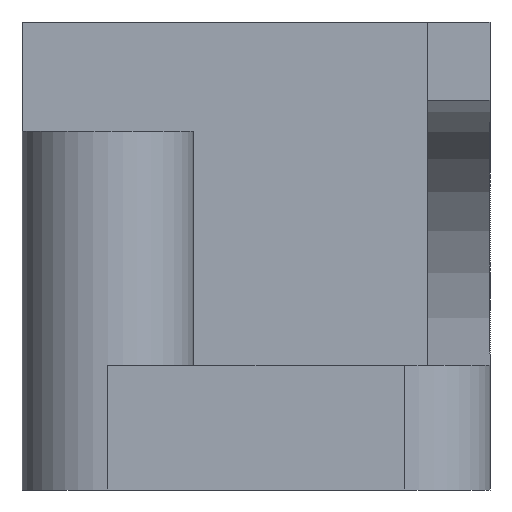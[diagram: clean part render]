
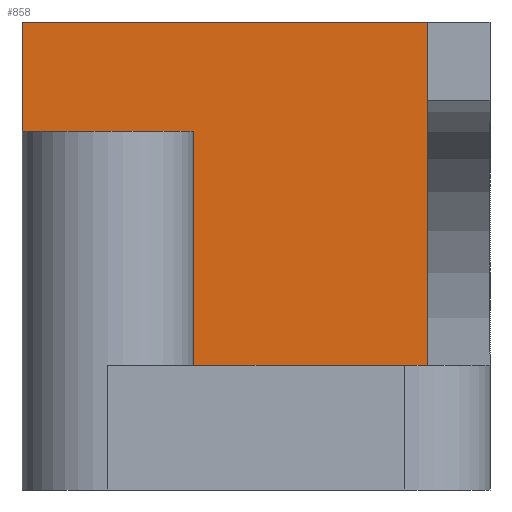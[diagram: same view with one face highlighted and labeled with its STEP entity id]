
A CAD part, front view. The second image highlights one B-rep face of the part: STEP entity #858.
In plain terms, the highlighted planar face has unit normal (0, -1, 0).
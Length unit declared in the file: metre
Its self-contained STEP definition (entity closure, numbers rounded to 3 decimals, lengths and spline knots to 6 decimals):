
#137=ORIENTED_EDGE('',*,*,#331,.T.);
#138=ORIENTED_EDGE('',*,*,#344,.T.);
#139=ORIENTED_EDGE('',*,*,#321,.F.);
#140=ORIENTED_EDGE('',*,*,#348,.T.);
#321=EDGE_CURVE('',#435,#431,#514,.T.);
#331=EDGE_CURVE('',#445,#444,#518,.T.);
#344=EDGE_CURVE('',#444,#431,#523,.T.);
#348=EDGE_CURVE('',#435,#445,#524,.T.);
#431=VERTEX_POINT('',#1298);
#435=VERTEX_POINT('',#1305);
#444=VERTEX_POINT('',#1327);
#445=VERTEX_POINT('',#1329);
#514=LINE('',#1306,#604);
#518=LINE('',#1328,#608);
#523=LINE('',#1354,#613);
#524=LINE('',#1360,#614);
#604=VECTOR('',#1036,1.);
#608=VECTOR('',#1058,1.);
#613=VECTOR('',#1089,1.);
#614=VECTOR('',#1100,1.);
#690=EDGE_LOOP('',(#137,#138,#139,#140));
#766=FACE_BOUND('',#690,.T.);
#817=PLANE('',#941);
#858=ADVANCED_FACE('',(#766),#817,.T.);
#941=AXIS2_PLACEMENT_3D('',#1359,#1098,#1099);
#1036=DIRECTION('',(0.,0.,-1.));
#1058=DIRECTION('',(0.,0.,-1.));
#1089=DIRECTION('',(1.,0.,0.));
#1098=DIRECTION('',(0.,-1.,0.));
#1099=DIRECTION('',(1.,0.,0.));
#1100=DIRECTION('',(-1.,0.,0.));
#1298=CARTESIAN_POINT('',(0.011,0.005,0.008));
#1305=CARTESIAN_POINT('',(0.011,0.005,0.03));
#1306=CARTESIAN_POINT('',(0.011,0.005,0.03));
#1327=CARTESIAN_POINT('',(-0.015,0.005,0.008));
#1328=CARTESIAN_POINT('',(-0.015,0.005,0.03));
#1329=CARTESIAN_POINT('',(-0.015,0.005,0.03));
#1354=CARTESIAN_POINT('',(0.,0.005,0.008));
#1359=CARTESIAN_POINT('',(-0.002,0.005,0.03));
#1360=CARTESIAN_POINT('',(-0.002,0.005,0.03));
